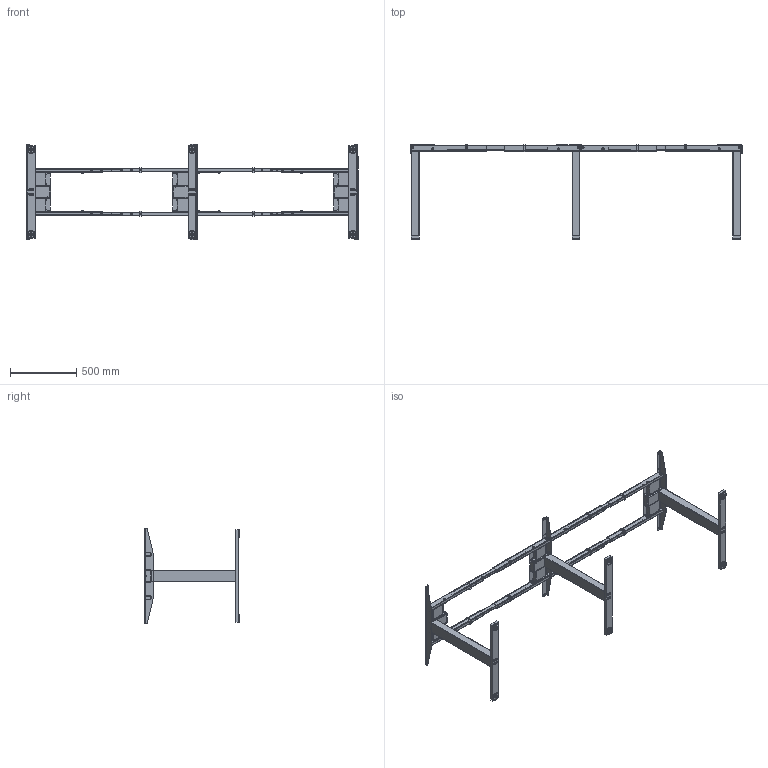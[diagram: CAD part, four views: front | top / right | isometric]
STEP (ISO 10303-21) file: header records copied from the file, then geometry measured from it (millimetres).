
FILE_DESCRIPTION (( 'STEP AP203' ), '1' );
FILE_NAME ('C-3 Conf. 2.0_CL3FRKxxxxxxx_Fl115, foot 700.STEP', '2019-03-18T14:54:32', ( '' ), ( '' ), 'SwSTEP 2.0', 'SolidWorks 2017', '' );
FILE_SCHEMA (( 'CONFIG_CONTROL_DESIGN' ));
Products named in the file (1): C-3 Conf. 2.0_CL3FRKxxxxxxx_Fl115, foot 700
Bounding box: 2500 x 713.5 x 720 mm (x, y, z)
Surface area: 3393822.4 mm2 (no closed solid volume)
Topology: 0 solids, 306 shells, 1957 faces, 8759 edges, 6938 vertices
Faces by surface type: plane 847, cylinder 732, cone 208, torus 146, sphere 16, bspline 8
Entity records: 94348 total; most frequent: CARTESIAN_POINT 25247, DIRECTION 14561, ORIENTED_EDGE 11731, EDGE_CURVE 8735, VERTEX_POINT 6938, AXIS2_PLACEMENT_3D 5298, LINE 3965, VECTOR 3965
